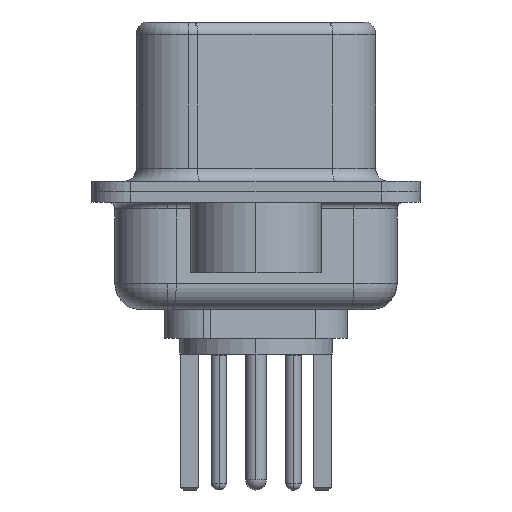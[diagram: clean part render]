
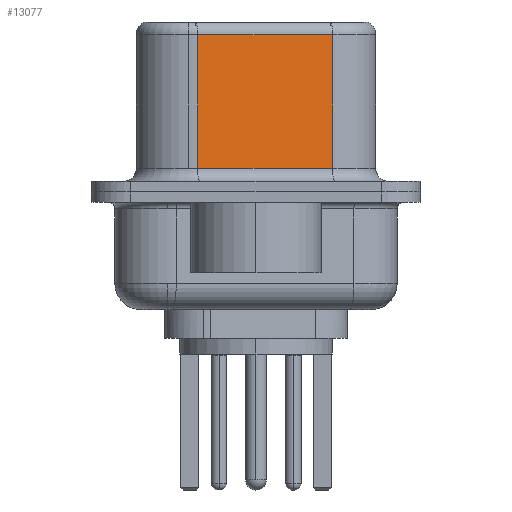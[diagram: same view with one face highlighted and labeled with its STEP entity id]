
A CAD part, left-side view. The second image highlights one B-rep face of the part: STEP entity #13077.
In plain terms, the highlighted planar face has unit normal (-0.985, -0.174, 0).
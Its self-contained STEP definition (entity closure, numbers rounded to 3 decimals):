
#1740 = VERTEX_POINT ( 'NONE', #8767 ) ;
#3101 = EDGE_CURVE ( 'NONE', #3840, #18792, #19675, .T. ) ;
#3840 = VERTEX_POINT ( 'NONE', #20550 ) ;
#4229 = EDGE_CURVE ( 'NONE', #8644, #3840, #20272, .T. ) ;
#5292 = PLANE ( 'NONE',  #25691 ) ;
#5804 = EDGE_CURVE ( 'NONE', #1740, #8644, #13393, .T. ) ;
#7075 = ORIENTED_EDGE ( 'NONE', *, *, #3101, .T. ) ;
#7232 = VECTOR ( 'NONE', #24502, 1000. ) ;
#8644 = VERTEX_POINT ( 'NONE', #18630 ) ;
#8767 = CARTESIAN_POINT ( 'NONE',  ( 4.58, -2.927, 6.02 ) ) ;
#11522 = DIRECTION ( 'NONE',  ( -0.174, 0.985, 0. ) ) ;
#11799 = ORIENTED_EDGE ( 'NONE', *, *, #12621, .F. ) ;
#12385 = FACE_OUTER_BOUND ( 'NONE', #14746, .T. ) ;
#12447 = DIRECTION ( 'NONE',  ( 0., 0., -1. ) ) ;
#12621 = EDGE_CURVE ( 'NONE', #1740, #18792, #20844, .T. ) ;
#13077 = ADVANCED_FACE ( 'NONE', ( #12385 ), #5292, .F. ) ;
#13393 = LINE ( 'NONE', #14181, #7232 ) ;
#14129 = VECTOR ( 'NONE', #21374, 1000. ) ;
#14181 = CARTESIAN_POINT ( 'NONE',  ( 4.58, -2.927, 6.02 ) ) ;
#14184 = DIRECTION ( 'NONE',  ( 0., 0., -1. ) ) ;
#14743 = VECTOR ( 'NONE', #12447, 1000. ) ;
#14746 = EDGE_LOOP ( 'NONE', ( #11799, #20052, #20382, #7075 ) ) ;
#15647 = CARTESIAN_POINT ( 'NONE',  ( 4.58, -2.927, 6.52 ) ) ;
#17278 = CARTESIAN_POINT ( 'NONE',  ( 3.67, 2.233, 6.52 ) ) ;
#18630 = CARTESIAN_POINT ( 'NONE',  ( 3.67, 2.233, 6.02 ) ) ;
#18792 = VERTEX_POINT ( 'NONE', #23608 ) ;
#19675 = LINE ( 'NONE', #24905, #14129 ) ;
#20052 = ORIENTED_EDGE ( 'NONE', *, *, #5804, .T. ) ;
#20272 = LINE ( 'NONE', #17278, #14743 ) ;
#20382 = ORIENTED_EDGE ( 'NONE', *, *, #4229, .T. ) ;
#20550 = CARTESIAN_POINT ( 'NONE',  ( 3.67, 2.233, 0.9 ) ) ;
#20844 = LINE ( 'NONE', #26612, #26356 ) ;
#21374 = DIRECTION ( 'NONE',  ( 0.174, -0.985, 0. ) ) ;
#23608 = CARTESIAN_POINT ( 'NONE',  ( 4.58, -2.927, 0.9 ) ) ;
#23951 = DIRECTION ( 'NONE',  ( 0.985, 0.174, 0. ) ) ;
#24502 = DIRECTION ( 'NONE',  ( -0.174, 0.985, 0. ) ) ;
#24905 = CARTESIAN_POINT ( 'NONE',  ( 4.58, -2.927, 0.9 ) ) ;
#25691 = AXIS2_PLACEMENT_3D ( 'NONE', #15647, #23951, #11522 ) ;
#26356 = VECTOR ( 'NONE', #14184, 1000. ) ;
#26612 = CARTESIAN_POINT ( 'NONE',  ( 4.58, -2.927, 6.52 ) ) ;
